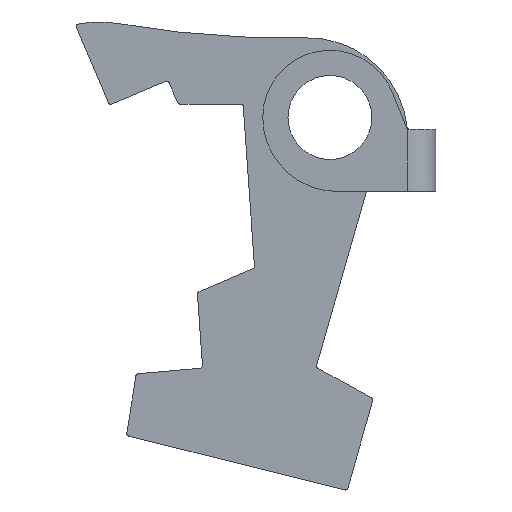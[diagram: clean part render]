
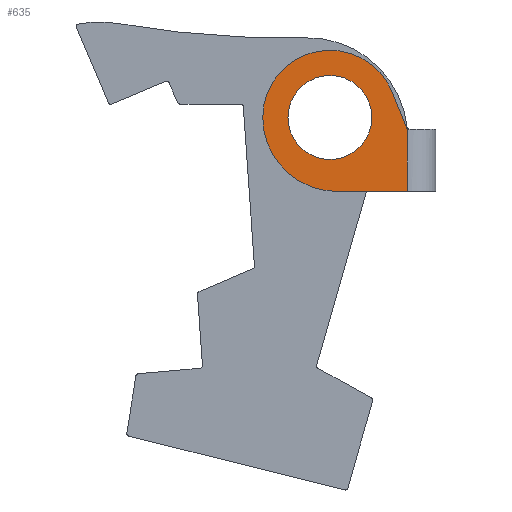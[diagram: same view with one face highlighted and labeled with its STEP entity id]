
A CAD part, left-side view. The second image highlights one B-rep face of the part: STEP entity #635.
In plain terms, the highlighted planar face has unit normal (-1, 0, 0).
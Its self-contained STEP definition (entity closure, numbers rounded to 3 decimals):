
#51 = DIRECTION ( 'NONE',  ( 1., 0., 0. ) ) ;
#108 = EDGE_LOOP ( 'NONE', ( #196, #1436, #778, #1824, #1751, #552 ) ) ;
#168 = AXIS2_PLACEMENT_3D ( 'NONE', #1620, #1156, #1196 ) ;
#196 = ORIENTED_EDGE ( 'NONE', *, *, #1687, .F. ) ;
#302 = DIRECTION ( 'NONE',  ( 0., 0., -1. ) ) ;
#323 = EDGE_CURVE ( 'NONE', #577, #1267, #1305, .T. ) ;
#326 = AXIS2_PLACEMENT_3D ( 'NONE', #1831, #51, #759 ) ;
#405 = VERTEX_POINT ( 'NONE', #1488 ) ;
#457 = ORIENTED_EDGE ( 'NONE', *, *, #1357, .T. ) ;
#458 = CIRCLE ( 'NONE', #1416, 4.4 ) ;
#459 = CARTESIAN_POINT ( 'NONE',  ( -7., -0.4, -4.4 ) ) ;
#463 = DIRECTION ( 'NONE',  ( 0., 1., 0. ) ) ;
#484 = CARTESIAN_POINT ( 'NONE',  ( -7., 0., 0. ) ) ;
#523 = EDGE_CURVE ( 'NONE', #1267, #775, #1520, .T. ) ;
#552 = ORIENTED_EDGE ( 'NONE', *, *, #757, .T. ) ;
#574 = CARTESIAN_POINT ( 'NONE',  ( -7., -4.6, -0.661 ) ) ;
#577 = VERTEX_POINT ( 'NONE', #574 ) ;
#618 = AXIS2_PLACEMENT_3D ( 'NONE', #484, #1850, #621 ) ;
#621 = DIRECTION ( 'NONE',  ( 0., 1., 0. ) ) ;
#635 = ADVANCED_FACE ( 'NONE', ( #1916, #1637 ), #1898, .F. ) ;
#716 = VERTEX_POINT ( 'NONE', #1516 ) ;
#757 = EDGE_CURVE ( 'NONE', #577, #405, #1249, .T. ) ;
#759 = DIRECTION ( 'NONE',  ( 0., 0., -1. ) ) ;
#775 = VERTEX_POINT ( 'NONE', #459 ) ;
#778 = ORIENTED_EDGE ( 'NONE', *, *, #1523, .F. ) ;
#791 = CARTESIAN_POINT ( 'NONE',  ( -7., -0.4, 0. ) ) ;
#830 = EDGE_LOOP ( 'NONE', ( #457, #924 ) ) ;
#913 = CARTESIAN_POINT ( 'NONE',  ( -7., 0., 2.5 ) ) ;
#924 = ORIENTED_EDGE ( 'NONE', *, *, #1900, .T. ) ;
#947 = CIRCLE ( 'NONE', #1699, 2.5 ) ;
#1011 = DIRECTION ( 'NONE',  ( 0., -0.376, -0.927 ) ) ;
#1042 = CARTESIAN_POINT ( 'NONE',  ( -7., 4., 0. ) ) ;
#1044 = CARTESIAN_POINT ( 'NONE',  ( -7., -4.6, 6.6 ) ) ;
#1071 = DIRECTION ( 'NONE',  ( 1., 0., 0. ) ) ;
#1145 = CIRCLE ( 'NONE', #326, 2.5 ) ;
#1156 = DIRECTION ( 'NONE',  ( 1., 0., 0. ) ) ;
#1196 = DIRECTION ( 'NONE',  ( 0., 0., -1. ) ) ;
#1202 = CARTESIAN_POINT ( 'NONE',  ( -7., -3.707, 1.503 ) ) ;
#1249 = CIRCLE ( 'NONE', #1276, 0.15 ) ;
#1267 = VERTEX_POINT ( 'NONE', #1845 ) ;
#1276 = AXIS2_PLACEMENT_3D ( 'NONE', #1536, #1694, #302 ) ;
#1297 = DIRECTION ( 'NONE',  ( 1., 0., 0. ) ) ;
#1305 = LINE ( 'NONE', #1044, #1364 ) ;
#1322 = VERTEX_POINT ( 'NONE', #1042 ) ;
#1324 = VERTEX_POINT ( 'NONE', #1202 ) ;
#1331 = VERTEX_POINT ( 'NONE', #913 ) ;
#1350 = DIRECTION ( 'NONE',  ( 0., 0., -1. ) ) ;
#1357 = EDGE_CURVE ( 'NONE', #716, #1331, #947, .T. ) ;
#1364 = VECTOR ( 'NONE', #1478, 1000. ) ;
#1416 = AXIS2_PLACEMENT_3D ( 'NONE', #791, #1071, #1670 ) ;
#1436 = ORIENTED_EDGE ( 'NONE', *, *, #1528, .F. ) ;
#1462 = VECTOR ( 'NONE', #463, 1000. ) ;
#1478 = DIRECTION ( 'NONE',  ( 0., 0., -1. ) ) ;
#1488 = CARTESIAN_POINT ( 'NONE',  ( -7., -4.562, -0.606 ) ) ;
#1516 = CARTESIAN_POINT ( 'NONE',  ( -7., 0., -2.5 ) ) ;
#1520 = LINE ( 'NONE', #1939, #1462 ) ;
#1523 = EDGE_CURVE ( 'NONE', #775, #1322, #458, .T. ) ;
#1528 = EDGE_CURVE ( 'NONE', #1322, #1324, #1812, .T. ) ;
#1536 = CARTESIAN_POINT ( 'NONE',  ( -7., -4.701, -0.55 ) ) ;
#1545 = VECTOR ( 'NONE', #1011, 1000. ) ;
#1600 = LINE ( 'NONE', #1736, #1545 ) ;
#1620 = CARTESIAN_POINT ( 'NONE',  ( -7., 21.7, 6.6 ) ) ;
#1637 = FACE_OUTER_BOUND ( 'NONE', #108, .T. ) ;
#1670 = DIRECTION ( 'NONE',  ( 0., 1., 0. ) ) ;
#1687 = EDGE_CURVE ( 'NONE', #1324, #405, #1600, .T. ) ;
#1694 = DIRECTION ( 'NONE',  ( 1., 0., 0. ) ) ;
#1699 = AXIS2_PLACEMENT_3D ( 'NONE', #1780, #1297, #1350 ) ;
#1736 = CARTESIAN_POINT ( 'NONE',  ( -7., -4.6, -0.7 ) ) ;
#1751 = ORIENTED_EDGE ( 'NONE', *, *, #323, .F. ) ;
#1780 = CARTESIAN_POINT ( 'NONE',  ( -7., 0., 0. ) ) ;
#1812 = CIRCLE ( 'NONE', #618, 4. ) ;
#1824 = ORIENTED_EDGE ( 'NONE', *, *, #523, .F. ) ;
#1831 = CARTESIAN_POINT ( 'NONE',  ( -7., 0., 0. ) ) ;
#1845 = CARTESIAN_POINT ( 'NONE',  ( -7., -4.6, -4.4 ) ) ;
#1850 = DIRECTION ( 'NONE',  ( 1., 0., 0. ) ) ;
#1898 = PLANE ( 'NONE',  #168 ) ;
#1900 = EDGE_CURVE ( 'NONE', #1331, #716, #1145, .T. ) ;
#1916 = FACE_BOUND ( 'NONE', #830, .T. ) ;
#1939 = CARTESIAN_POINT ( 'NONE',  ( -7., -14.084, -4.4 ) ) ;
